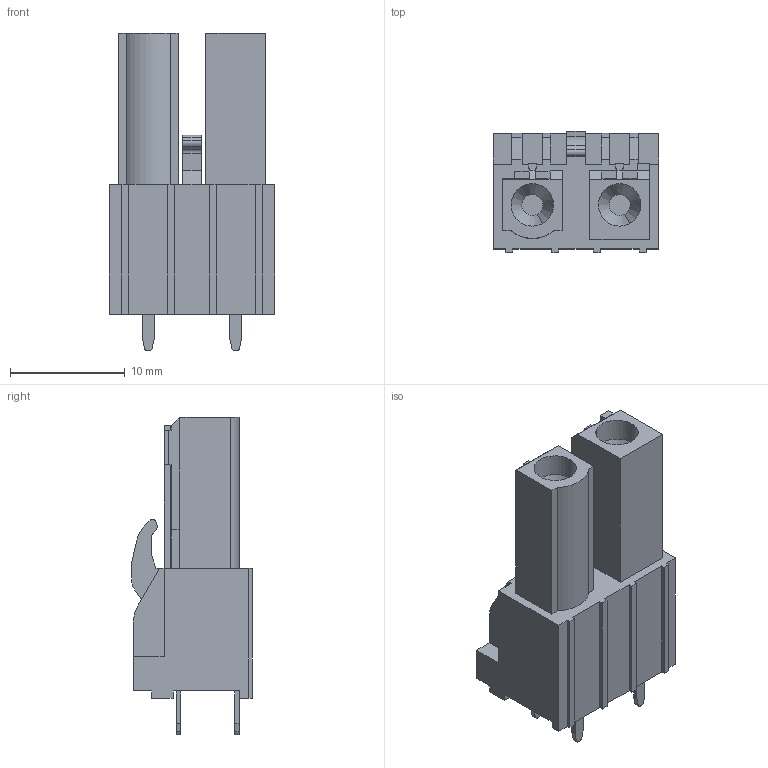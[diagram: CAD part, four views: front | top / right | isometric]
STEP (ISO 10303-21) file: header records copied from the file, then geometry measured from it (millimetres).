
FILE_DESCRIPTION(('CATIA V5 STEP Exchange','CAx-IF Rec.Pracs.--- Model Styling and Organization---1.2---2011-12-15'),'2;1');
FILE_NAME ('D1448633_0_1122070000_1122070000.stp','2018-09-18T07:25:54+00:00',('none'),('Weidmueller'),'CATIA Version 5-6 Release 2014','CATIA V5 STEP AP214','none');
FILE_SCHEMA(('AUTOMOTIVE_DESIGN { 1 0 10303 214 1 1 1 1 }'));
Length unit declared in the file: millimetre
Products named in the file (1): 1122070000
Bounding box: 14.42 x 10.54 x 27.74 mm (x, y, z)
Volume: 2057.2 mm3; surface area: 1765.1 mm2
Topology: 5 solids, 5 shells, 160 faces, 437 edges, 290 vertices
Faces by surface type: plane 138, cylinder 18, cone 4
Entity records: 4704 total; most frequent: ORIENTED_EDGE 874, CARTESIAN_POINT 834, DIRECTION 649, EDGE_CURVE 437, VECTOR 397, LINE 397, VERTEX_POINT 290, EDGE_LOOP 163
